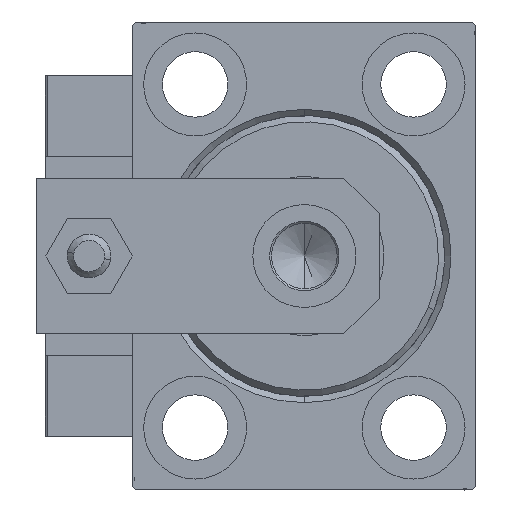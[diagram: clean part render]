
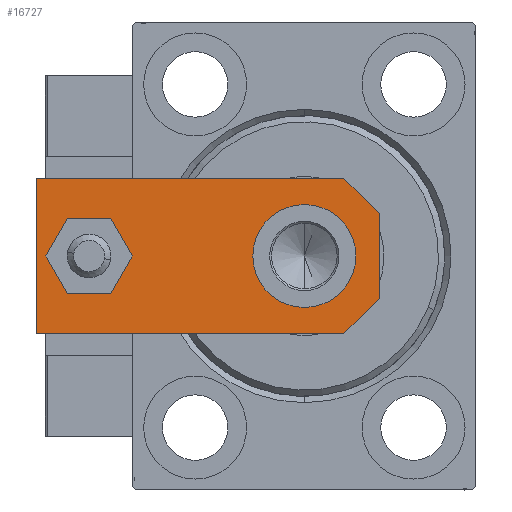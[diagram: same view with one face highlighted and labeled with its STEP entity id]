
A CAD part, left-side view. The second image highlights one B-rep face of the part: STEP entity #16727.
In plain terms, the highlighted face is planar.
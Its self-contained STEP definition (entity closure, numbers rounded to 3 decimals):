
#171 = CIRCLE ( 'NONE', #24383, 8.25 ) ;
#2578 = VERTEX_POINT ( 'NONE', #10017 ) ;
#2663 = VECTOR ( 'NONE', #34375, 1000. ) ;
#2951 = ORIENTED_EDGE ( 'NONE', *, *, #39848, .T. ) ;
#3185 = CARTESIAN_POINT ( 'NONE',  ( 0., 46.5, 6. ) ) ;
#3595 = DIRECTION ( 'NONE',  ( 1., 0., 0. ) ) ;
#4752 = EDGE_CURVE ( 'NONE', #44792, #23214, #35961, .T. ) ;
#5028 = EDGE_LOOP ( 'NONE', ( #2951, #12642, #37218, #36546, #20483, #46971 ) ) ;
#5280 = CARTESIAN_POINT ( 'NONE',  ( 6.84, 0., 6. ) ) ;
#6656 = CARTESIAN_POINT ( 'NONE',  ( -8.25, 12., 6. ) ) ;
#7173 = EDGE_CURVE ( 'NONE', #2578, #11949, #23737, .T. ) ;
#7252 = AXIS2_PLACEMENT_3D ( 'NONE', #38434, #30137, #3595 ) ;
#9435 = VERTEX_POINT ( 'NONE', #5280 ) ;
#10017 = CARTESIAN_POINT ( 'NONE',  ( -12.5, 5.66, 6. ) ) ;
#10243 = DIRECTION ( 'NONE',  ( 1., 0., 0. ) ) ;
#10339 = FACE_BOUND ( 'NONE', #35444, .T. ) ;
#10612 = LINE ( 'NONE', #41422, #42721 ) ;
#11010 = DIRECTION ( 'NONE',  ( 0., -1., 0. ) ) ;
#11949 = VERTEX_POINT ( 'NONE', #42548 ) ;
#12642 = ORIENTED_EDGE ( 'NONE', *, *, #7173, .T. ) ;
#12917 = ORIENTED_EDGE ( 'NONE', *, *, #4752, .F. ) ;
#13383 = AXIS2_PLACEMENT_3D ( 'NONE', #3185, #30709, #10243 ) ;
#13916 = EDGE_CURVE ( 'NONE', #42272, #30362, #20976, .T. ) ;
#14179 = EDGE_CURVE ( 'NONE', #33558, #25021, #10612, .T. ) ;
#15188 = LINE ( 'NONE', #38412, #2663 ) ;
#15884 = VECTOR ( 'NONE', #16145, 1000. ) ;
#16145 = DIRECTION ( 'NONE',  ( 0.707, -0.707, 0. ) ) ;
#16163 = CARTESIAN_POINT ( 'NONE',  ( 0., 46.5, 6. ) ) ;
#16727 = ADVANCED_FACE ( 'NONE', ( #10339, #26026, #45909 ), #25517, .T. ) ;
#18522 = CARTESIAN_POINT ( 'NONE',  ( 3.42, -3.42, 6. ) ) ;
#18614 = ORIENTED_EDGE ( 'NONE', *, *, #20492, .F. ) ;
#18903 = DIRECTION ( 'NONE',  ( 0., 0., 1. ) ) ;
#19257 = CARTESIAN_POINT ( 'NONE',  ( 12.5, 55., 6. ) ) ;
#19572 = CARTESIAN_POINT ( 'NONE',  ( 4., 46.5, 6. ) ) ;
#19576 = VECTOR ( 'NONE', #11010, 1000. ) ;
#19843 = ORIENTED_EDGE ( 'NONE', *, *, #38505, .F. ) ;
#20483 = ORIENTED_EDGE ( 'NONE', *, *, #40487, .T. ) ;
#20492 = EDGE_CURVE ( 'NONE', #23214, #44792, #38789, .T. ) ;
#20976 = CIRCLE ( 'NONE', #7252, 8.25 ) ;
#23214 = VERTEX_POINT ( 'NONE', #45355 ) ;
#23737 = LINE ( 'NONE', #35331, #15884 ) ;
#24383 = AXIS2_PLACEMENT_3D ( 'NONE', #38078, #18903, #26484 ) ;
#24824 = VERTEX_POINT ( 'NONE', #40955 ) ;
#25021 = VERTEX_POINT ( 'NONE', #31867 ) ;
#25517 = PLANE ( 'NONE',  #38651 ) ;
#26026 = FACE_OUTER_BOUND ( 'NONE', #5028, .T. ) ;
#26484 = DIRECTION ( 'NONE',  ( 1., 0., 0. ) ) ;
#27886 = DIRECTION ( 'NONE',  ( 1., 0., 0. ) ) ;
#28319 = VECTOR ( 'NONE', #27886, 1000. ) ;
#28571 = ORIENTED_EDGE ( 'NONE', *, *, #13916, .F. ) ;
#30137 = DIRECTION ( 'NONE',  ( 0., 0., 1. ) ) ;
#30227 = LINE ( 'NONE', #42808, #19576 ) ;
#30362 = VERTEX_POINT ( 'NONE', #38522 ) ;
#30709 = DIRECTION ( 'NONE',  ( 0., 0., 1. ) ) ;
#31832 = EDGE_CURVE ( 'NONE', #11949, #9435, #47768, .T. ) ;
#31867 = CARTESIAN_POINT ( 'NONE',  ( -12.5, 55., 6. ) ) ;
#33180 = AXIS2_PLACEMENT_3D ( 'NONE', #16163, #38632, #46930 ) ;
#33558 = VERTEX_POINT ( 'NONE', #19257 ) ;
#34375 = DIRECTION ( 'NONE',  ( 0., 1., 0. ) ) ;
#35331 = CARTESIAN_POINT ( 'NONE',  ( -3.42, -3.42, 6. ) ) ;
#35444 = EDGE_LOOP ( 'NONE', ( #18614, #12917 ) ) ;
#35961 = CIRCLE ( 'NONE', #13383, 4. ) ;
#36546 = ORIENTED_EDGE ( 'NONE', *, *, #45860, .T. ) ;
#37218 = ORIENTED_EDGE ( 'NONE', *, *, #31832, .T. ) ;
#37627 = DIRECTION ( 'NONE',  ( 1., 0., 0. ) ) ;
#37640 = DIRECTION ( 'NONE',  ( -1., 0., 0. ) ) ;
#38078 = CARTESIAN_POINT ( 'NONE',  ( 0., 12., 6. ) ) ;
#38225 = VECTOR ( 'NONE', #41493, 1000. ) ;
#38412 = CARTESIAN_POINT ( 'NONE',  ( 12.5, 0., 6. ) ) ;
#38434 = CARTESIAN_POINT ( 'NONE',  ( 0., 12., 6. ) ) ;
#38505 = EDGE_CURVE ( 'NONE', #30362, #42272, #171, .T. ) ;
#38522 = CARTESIAN_POINT ( 'NONE',  ( 8.25, 12., 6. ) ) ;
#38632 = DIRECTION ( 'NONE',  ( 0., 0., 1. ) ) ;
#38651 = AXIS2_PLACEMENT_3D ( 'NONE', #41407, #40897, #37627 ) ;
#38789 = CIRCLE ( 'NONE', #33180, 4. ) ;
#39706 = EDGE_LOOP ( 'NONE', ( #28571, #19843 ) ) ;
#39848 = EDGE_CURVE ( 'NONE', #25021, #2578, #30227, .T. ) ;
#40487 = EDGE_CURVE ( 'NONE', #24824, #33558, #15188, .T. ) ;
#40742 = LINE ( 'NONE', #18522, #38225 ) ;
#40897 = DIRECTION ( 'NONE',  ( 0., 0., 1. ) ) ;
#40955 = CARTESIAN_POINT ( 'NONE',  ( 12.5, 5.66, 6. ) ) ;
#41407 = CARTESIAN_POINT ( 'NONE',  ( 0., 0., 6. ) ) ;
#41422 = CARTESIAN_POINT ( 'NONE',  ( 12.5, 55., 6. ) ) ;
#41493 = DIRECTION ( 'NONE',  ( 0.707, 0.707, 0. ) ) ;
#42272 = VERTEX_POINT ( 'NONE', #6656 ) ;
#42548 = CARTESIAN_POINT ( 'NONE',  ( -6.84, 0., 6. ) ) ;
#42721 = VECTOR ( 'NONE', #37640, 1000. ) ;
#42759 = CARTESIAN_POINT ( 'NONE',  ( -12.5, 0., 6. ) ) ;
#42808 = CARTESIAN_POINT ( 'NONE',  ( -12.5, 55., 6. ) ) ;
#44792 = VERTEX_POINT ( 'NONE', #19572 ) ;
#45355 = CARTESIAN_POINT ( 'NONE',  ( -4., 46.5, 6. ) ) ;
#45860 = EDGE_CURVE ( 'NONE', #9435, #24824, #40742, .T. ) ;
#45909 = FACE_BOUND ( 'NONE', #39706, .T. ) ;
#46930 = DIRECTION ( 'NONE',  ( 1., 0., 0. ) ) ;
#46971 = ORIENTED_EDGE ( 'NONE', *, *, #14179, .T. ) ;
#47768 = LINE ( 'NONE', #42759, #28319 ) ;
